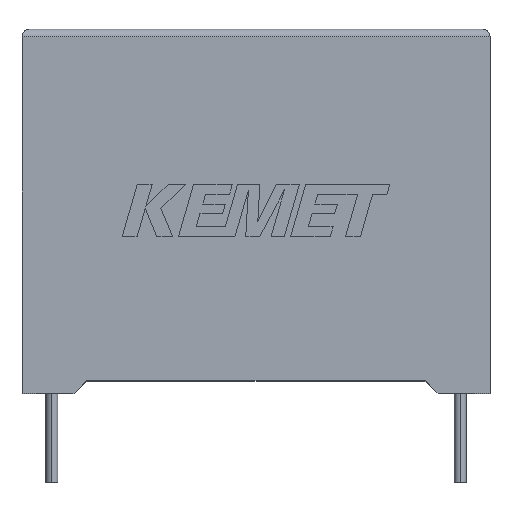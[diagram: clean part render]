
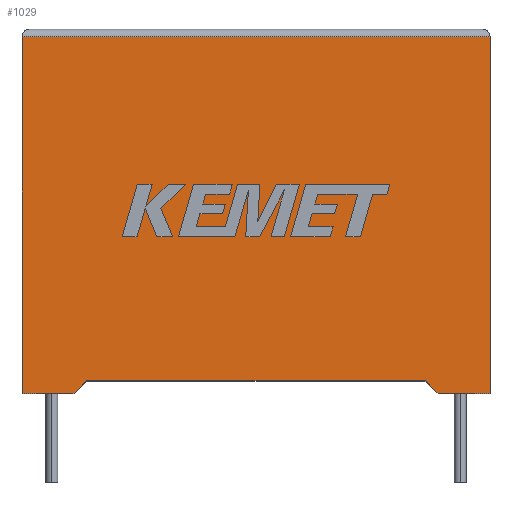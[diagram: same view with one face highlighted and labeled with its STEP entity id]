
A CAD part, top view. The second image highlights one B-rep face of the part: STEP entity #1029.
In plain terms, the highlighted planar face has unit normal (0, 0, 1).
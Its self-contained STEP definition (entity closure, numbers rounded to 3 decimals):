
#21 = VECTOR ( 'NONE', #2544, 1000. ) ;
#25 = EDGE_CURVE ( 'NONE', #1603, #848, #1879, .T. ) ;
#52 = DIRECTION ( 'NONE',  ( 0.719, -0.695, 0. ) ) ;
#121 = LINE ( 'NONE', #871, #545 ) ;
#163 = VECTOR ( 'NONE', #52, 1000. ) ;
#174 = DIRECTION ( 'NONE',  ( 0., 0., -1. ) ) ;
#190 = CARTESIAN_POINT ( 'NONE',  ( 3.5, 0., 14.5 ) ) ;
#363 = CARTESIAN_POINT ( 'NONE',  ( 0., 0., 14.5 ) ) ;
#400 = LINE ( 'NONE', #1570, #2831 ) ;
#497 = LINE ( 'NONE', #2628, #1304 ) ;
#545 = VECTOR ( 'NONE', #838, 1000. ) ;
#548 = VERTEX_POINT ( 'NONE', #990 ) ;
#556 = FACE_OUTER_BOUND ( 'NONE', #2324, .T. ) ;
#596 = ORIENTED_EDGE ( 'NONE', *, *, #2958, .T. ) ;
#602 = CARTESIAN_POINT ( 'NONE',  ( 0., 0., 14.5 ) ) ;
#631 = LINE ( 'NONE', #2735, #2239 ) ;
#746 = LINE ( 'NONE', #1958, #163 ) ;
#802 = CARTESIAN_POINT ( 'NONE',  ( 31.5, 0., 14.5 ) ) ;
#838 = DIRECTION ( 'NONE',  ( 0., 1., 0. ) ) ;
#848 = VERTEX_POINT ( 'NONE', #190 ) ;
#871 = CARTESIAN_POINT ( 'NONE',  ( 31.5, 0., 14.5 ) ) ;
#888 = DIRECTION ( 'NONE',  ( 1., 0., 0. ) ) ;
#940 = AXIS2_PLACEMENT_3D ( 'NONE', #602, #174, #2010 ) ;
#975 = VERTEX_POINT ( 'NONE', #1508 ) ;
#984 = EDGE_CURVE ( 'NONE', #975, #848, #1937, .T. ) ;
#990 = CARTESIAN_POINT ( 'NONE',  ( 0., 24., 14.5 ) ) ;
#997 = DIRECTION ( 'NONE',  ( -0.719, -0.695, 0. ) ) ;
#1029 = ADVANCED_FACE ( 'NONE', ( #556 ), #1727, .F. ) ;
#1072 = ORIENTED_EDGE ( 'NONE', *, *, #1853, .T. ) ;
#1200 = VERTEX_POINT ( 'NONE', #1619 ) ;
#1265 = VECTOR ( 'NONE', #1567, 1000. ) ;
#1304 = VECTOR ( 'NONE', #1670, 1000. ) ;
#1308 = ORIENTED_EDGE ( 'NONE', *, *, #984, .F. ) ;
#1398 = CARTESIAN_POINT ( 'NONE',  ( 28., 0., 14.5 ) ) ;
#1508 = CARTESIAN_POINT ( 'NONE',  ( 4.375, 0.845, 14.5 ) ) ;
#1567 = DIRECTION ( 'NONE',  ( 0., -1., 0. ) ) ;
#1570 = CARTESIAN_POINT ( 'NONE',  ( 0., 0., 14.5 ) ) ;
#1577 = VERTEX_POINT ( 'NONE', #802 ) ;
#1603 = VERTEX_POINT ( 'NONE', #2470 ) ;
#1617 = ORIENTED_EDGE ( 'NONE', *, *, #1632, .F. ) ;
#1619 = CARTESIAN_POINT ( 'NONE',  ( 27.125, 0.845, 14.5 ) ) ;
#1632 = EDGE_CURVE ( 'NONE', #1200, #975, #631, .T. ) ;
#1670 = DIRECTION ( 'NONE',  ( -1., 0., 0. ) ) ;
#1727 = PLANE ( 'NONE',  #940 ) ;
#1772 = DIRECTION ( 'NONE',  ( -1., 0., 0. ) ) ;
#1853 = EDGE_CURVE ( 'NONE', #2513, #548, #497, .T. ) ;
#1879 = LINE ( 'NONE', #2555, #21 ) ;
#1937 = LINE ( 'NONE', #2646, #3053 ) ;
#1958 = CARTESIAN_POINT ( 'NONE',  ( 28., 0., 14.5 ) ) ;
#2010 = DIRECTION ( 'NONE',  ( -1., 0., 0. ) ) ;
#2212 = ORIENTED_EDGE ( 'NONE', *, *, #25, .T. ) ;
#2239 = VECTOR ( 'NONE', #1772, 1000. ) ;
#2295 = ORIENTED_EDGE ( 'NONE', *, *, #2358, .T. ) ;
#2324 = EDGE_LOOP ( 'NONE', ( #2295, #1072, #2772, #2212, #1308, #1617, #596, #2472 ) ) ;
#2358 = EDGE_CURVE ( 'NONE', #1577, #2513, #121, .T. ) ;
#2455 = EDGE_CURVE ( 'NONE', #2984, #1577, #400, .T. ) ;
#2470 = CARTESIAN_POINT ( 'NONE',  ( 0., 0., 14.5 ) ) ;
#2472 = ORIENTED_EDGE ( 'NONE', *, *, #2455, .T. ) ;
#2513 = VERTEX_POINT ( 'NONE', #3055 ) ;
#2544 = DIRECTION ( 'NONE',  ( 1., 0., 0. ) ) ;
#2555 = CARTESIAN_POINT ( 'NONE',  ( 0., 0., 14.5 ) ) ;
#2628 = CARTESIAN_POINT ( 'NONE',  ( 0., 24., 14.5 ) ) ;
#2646 = CARTESIAN_POINT ( 'NONE',  ( 3.5, 0., 14.5 ) ) ;
#2722 = LINE ( 'NONE', #363, #1265 ) ;
#2735 = CARTESIAN_POINT ( 'NONE',  ( 15.75, 0.845, 14.5 ) ) ;
#2772 = ORIENTED_EDGE ( 'NONE', *, *, #2808, .T. ) ;
#2808 = EDGE_CURVE ( 'NONE', #548, #1603, #2722, .T. ) ;
#2831 = VECTOR ( 'NONE', #888, 1000. ) ;
#2958 = EDGE_CURVE ( 'NONE', #1200, #2984, #746, .T. ) ;
#2984 = VERTEX_POINT ( 'NONE', #1398 ) ;
#3053 = VECTOR ( 'NONE', #997, 1000. ) ;
#3055 = CARTESIAN_POINT ( 'NONE',  ( 31.5, 24., 14.5 ) ) ;
